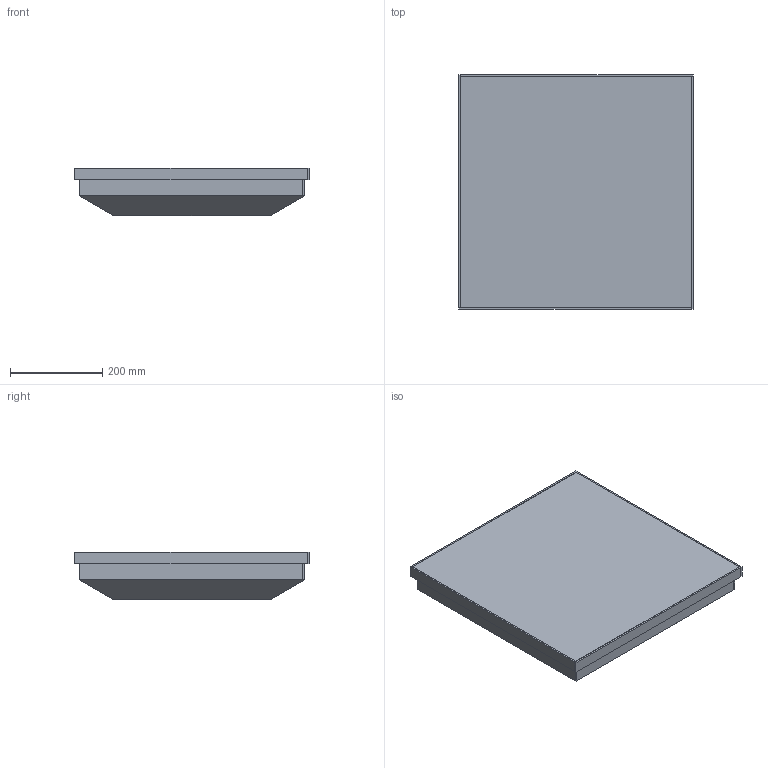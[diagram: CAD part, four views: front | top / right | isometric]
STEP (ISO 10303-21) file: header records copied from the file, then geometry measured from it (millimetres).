
FILE_DESCRIPTION(/* description */ ('Unknown'),/* implementation_level */ '2;1');
FILE_NAME(/* name */ 'Case-Board-Assy-Released-1',/* time_stamp */ '2021-05-28T21:38:13-05:00',/* author */ ('Unknown'),/* organization */ ('Unknown'),/* preprocessor_version */ 'ST-DEVELOPER v16.7',/* originating_system */ 'Solid Edge',/* authorisation */ 'Unknown');
FILE_SCHEMA (('AUTOMOTIVE_DESIGN {1 0 10303 214 3 1 1}'));
Length unit declared in the file: millimetre
Products named in the file (11): Case-Board-Assy-Released-1; Bottom-Base-Rev2; Bottom-Side-Released-1; Angle-Side-Released-1; Vertical-Side-Released-1; Holder-Frame-Released-1; Holder-Bottom-Side-Released-1; Top-Board-Rev2; Main-Board-Released-1; Exterior-Frame-Released-1; PCB-Sensors-Board-Released-1
Assembly tree (41 placements, depth 3):
  Case-Board-Assy-Released-1
    Bottom-Base-Rev2
      Bottom-Side-Released-1
      Angle-Side-Released-1  x4
      Vertical-Side-Released-1  x4
      Holder-Frame-Released-1  x4
      Holder-Bottom-Side-Released-1
    Top-Board-Rev2
      Main-Board-Released-1
      Exterior-Frame-Released-1  x4
    PCB-Sensors-Board-Released-1  x20
Bounding box: 510 x 510 x 103 mm (x, y, z)
Volume: 3410145.3 mm3; surface area: 1736709.6 mm2
Topology: 39 solids, 39 shells, 942 faces, 2592 edges, 1728 vertices
Faces by surface type: plane 938, cylinder 4
Entity records: 3206 total; most frequent: CARTESIAN_POINT 508, DIRECTION 499, ORIENTED_EDGE 450, EDGE_CURVE 225, LINE 217, VECTOR 217, VERTEX_POINT 150, AXIS2_PLACEMENT_3D 141
